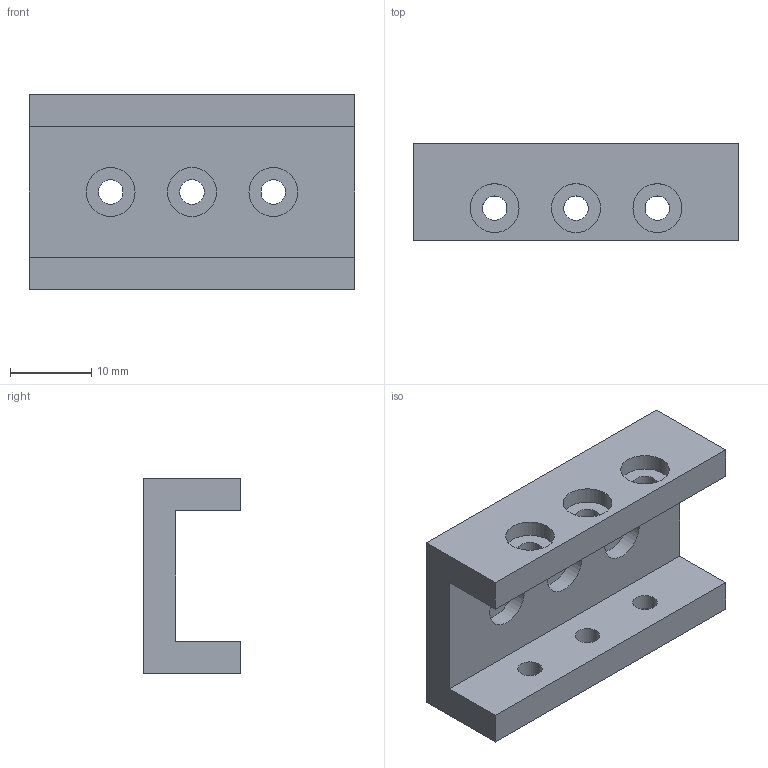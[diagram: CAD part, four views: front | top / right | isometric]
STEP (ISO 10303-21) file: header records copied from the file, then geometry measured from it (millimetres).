
FILE_DESCRIPTION(/* description */ (''),/* implementation_level */ '2;1');
FILE_NAME(/* name */ 'clamp for 20mm v2.stp',/* time_stamp */ '2021-10-12T21:21:23+01:00',/* author */ (''),/* organization */ (''),/* preprocessor_version */ 'ST-DEVELOPER v18.1',/* originating_system */ 'Autodesk Translation Framework v10.10.0.1391',/* authorisation */ '');
FILE_SCHEMA (('AUTOMOTIVE_DESIGN { 1 0 10303 214 3 1 1 }'));
Length unit declared in the file: millimetre
Products named in the file (1): clamp for 20mm
Bounding box: 40 x 12 x 24 mm (x, y, z)
Volume: 5763.8 mm3; surface area: 4221.7 mm2
Topology: 1 solids, 1 shells, 37 faces, 78 edges, 52 vertices
Faces by surface type: plane 19, cylinder 18
Full cylindrical faces by diameter (mm): 3 x9, 6 x9
Entity records: 1077 total; most frequent: DIRECTION 190, CARTESIAN_POINT 168, ORIENTED_EDGE 156, EDGE_CURVE 78, AXIS2_PLACEMENT_3D 74, EDGE_LOOP 64, VERTEX_POINT 52, LINE 42
